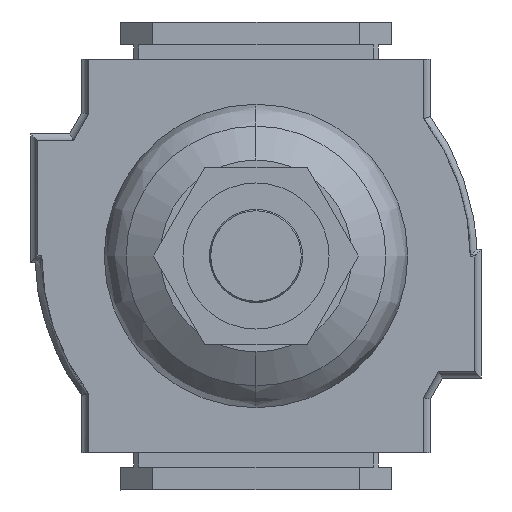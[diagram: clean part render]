
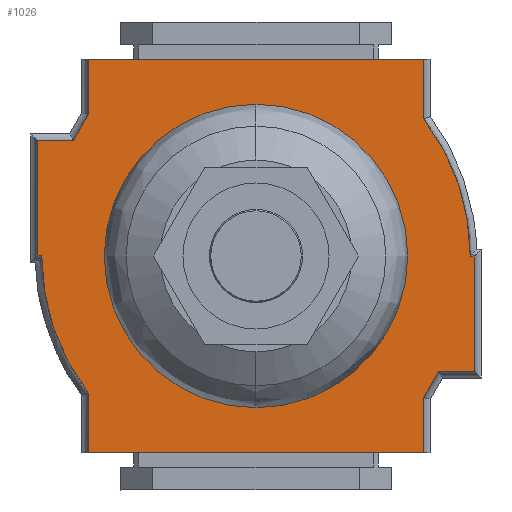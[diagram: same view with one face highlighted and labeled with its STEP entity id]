
A CAD part, front view. The second image highlights one B-rep face of the part: STEP entity #1026.
In plain terms, the highlighted face is planar.
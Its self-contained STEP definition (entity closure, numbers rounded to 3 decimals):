
#28 = VERTEX_POINT ( 'NONE', #2362 ) ;
#143 = CARTESIAN_POINT ( 'NONE',  ( 23.5, 30.9, 12.4 ) ) ;
#180 = VERTEX_POINT ( 'NONE', #4456 ) ;
#190 = LINE ( 'NONE', #5055, #3812 ) ;
#214 = EDGE_CURVE ( 'NONE', #4728, #4641, #913, .T. ) ;
#232 = CARTESIAN_POINT ( 'NONE',  ( -23.5, 30.9, 0. ) ) ;
#243 = AXIS2_PLACEMENT_3D ( 'NONE', #3721, #1073, #5442 ) ;
#246 = VECTOR ( 'NONE', #2317, 1000. ) ;
#255 = VERTEX_POINT ( 'NONE', #649 ) ;
#339 = DIRECTION ( 'NONE',  ( 0.496, 0., -0.868 ) ) ;
#364 = LINE ( 'NONE', #1675, #2965 ) ;
#416 = CARTESIAN_POINT ( 'NONE',  ( -18., 30.9, 21.125 ) ) ;
#630 = LINE ( 'NONE', #4960, #1632 ) ;
#639 = EDGE_CURVE ( 'NONE', #5354, #28, #3879, .T. ) ;
#642 = DIRECTION ( 'NONE',  ( 0., -1., 0. ) ) ;
#644 = CARTESIAN_POINT ( 'NONE',  ( -18., 30.9, -15.2 ) ) ;
#649 = CARTESIAN_POINT ( 'NONE',  ( 18., 30.9, -14.731 ) ) ;
#814 = VERTEX_POINT ( 'NONE', #2352 ) ;
#840 = VERTEX_POINT ( 'NONE', #3331 ) ;
#866 = VECTOR ( 'NONE', #1795, 1000. ) ;
#913 = LINE ( 'NONE', #3961, #866 ) ;
#962 = VERTEX_POINT ( 'NONE', #1410 ) ;
#983 = FACE_OUTER_BOUND ( 'NONE', #2703, .T. ) ;
#1017 = ORIENTED_EDGE ( 'NONE', *, *, #639, .F. ) ;
#1026 = ADVANCED_FACE ( 'NONE', ( #983 ), #2234, .T. ) ;
#1037 = CARTESIAN_POINT ( 'NONE',  ( -18., 30.9, 21.125 ) ) ;
#1073 = DIRECTION ( 'NONE',  ( 0., 1., 0. ) ) ;
#1093 = VERTEX_POINT ( 'NONE', #1037 ) ;
#1169 = LINE ( 'NONE', #416, #1771 ) ;
#1250 = VECTOR ( 'NONE', #2873, 1000. ) ;
#1279 = DIRECTION ( 'NONE',  ( -1., 0., 0. ) ) ;
#1285 = ORIENTED_EDGE ( 'NONE', *, *, #2275, .F. ) ;
#1303 = EDGE_CURVE ( 'NONE', #2491, #4194, #3295, .T. ) ;
#1352 = LINE ( 'NONE', #2169, #4243 ) ;
#1364 = LINE ( 'NONE', #3557, #4595 ) ;
#1400 = ORIENTED_EDGE ( 'NONE', *, *, #2179, .F. ) ;
#1410 = CARTESIAN_POINT ( 'NONE',  ( -23.5, 30.9, 0. ) ) ;
#1442 = VECTOR ( 'NONE', #5621, 1000. ) ;
#1482 = VECTOR ( 'NONE', #1978, 1000. ) ;
#1518 = DIRECTION ( 'NONE',  ( 0., 0., -1. ) ) ;
#1625 = EDGE_CURVE ( 'NONE', #4641, #5354, #4530, .T. ) ;
#1632 = VECTOR ( 'NONE', #4105, 1000. ) ;
#1675 = CARTESIAN_POINT ( 'NONE',  ( 18., 30.9, 21.125 ) ) ;
#1751 = VERTEX_POINT ( 'NONE', #4290 ) ;
#1771 = VECTOR ( 'NONE', #2154, 1000. ) ;
#1795 = DIRECTION ( 'NONE',  ( 0., 0., 1. ) ) ;
#1847 = ORIENTED_EDGE ( 'NONE', *, *, #4081, .F. ) ;
#1892 = LINE ( 'NONE', #232, #1250 ) ;
#1978 = DIRECTION ( 'NONE',  ( -1., 0., 0. ) ) ;
#2154 = DIRECTION ( 'NONE',  ( 0., 0., -1. ) ) ;
#2169 = CARTESIAN_POINT ( 'NONE',  ( -23.5, 30.9, -12.4 ) ) ;
#2179 = EDGE_CURVE ( 'NONE', #962, #4495, #1892, .T. ) ;
#2193 = ORIENTED_EDGE ( 'NONE', *, *, #3188, .F. ) ;
#2234 = PLANE ( 'NONE',  #243 ) ;
#2275 = EDGE_CURVE ( 'NONE', #28, #180, #4201, .T. ) ;
#2294 = ORIENTED_EDGE ( 'NONE', *, *, #5412, .F. ) ;
#2317 = DIRECTION ( 'NONE',  ( -1., 0., 0. ) ) ;
#2352 = CARTESIAN_POINT ( 'NONE',  ( -18., 30.9, -21.125 ) ) ;
#2362 = CARTESIAN_POINT ( 'NONE',  ( 18., 30.9, 15.2 ) ) ;
#2369 = CARTESIAN_POINT ( 'NONE',  ( 23.5, 30.9, 12.4 ) ) ;
#2401 = CARTESIAN_POINT ( 'NONE',  ( -19.6, 30.9, -12.4 ) ) ;
#2458 = EDGE_CURVE ( 'NONE', #814, #1751, #1364, .T. ) ;
#2491 = VERTEX_POINT ( 'NONE', #2401 ) ;
#2543 = AXIS2_PLACEMENT_3D ( 'NONE', #5293, #3145, #4874 ) ;
#2599 = VECTOR ( 'NONE', #4731, 1000. ) ;
#2614 = CIRCLE ( 'NONE', #5340, 24.2 ) ;
#2703 = EDGE_LOOP ( 'NONE', ( #3850, #3803, #5485, #5011, #1847, #3091, #2193, #1400, #3020, #5519, #4184, #2294, #1285, #1017, #3040, #2849 ) ) ;
#2705 = LINE ( 'NONE', #4029, #246 ) ;
#2849 = ORIENTED_EDGE ( 'NONE', *, *, #214, .F. ) ;
#2873 = DIRECTION ( 'NONE',  ( 0., 0., -1. ) ) ;
#2965 = VECTOR ( 'NONE', #1279, 1000. ) ;
#3008 = DIRECTION ( 'NONE',  ( 1., 0., 0. ) ) ;
#3015 = CARTESIAN_POINT ( 'NONE',  ( 18., 30.9, 15.2 ) ) ;
#3020 = ORIENTED_EDGE ( 'NONE', *, *, #4636, .F. ) ;
#3040 = ORIENTED_EDGE ( 'NONE', *, *, #1625, .F. ) ;
#3091 = ORIENTED_EDGE ( 'NONE', *, *, #1303, .F. ) ;
#3145 = DIRECTION ( 'NONE',  ( 0., -1., 0. ) ) ;
#3188 = EDGE_CURVE ( 'NONE', #4495, #2491, #1352, .T. ) ;
#3295 = LINE ( 'NONE', #3416, #4472 ) ;
#3331 = CARTESIAN_POINT ( 'NONE',  ( 23., 30.9, 0. ) ) ;
#3389 = LINE ( 'NONE', #4230, #2599 ) ;
#3408 = EDGE_CURVE ( 'NONE', #4033, #5409, #2614, .T. ) ;
#3416 = CARTESIAN_POINT ( 'NONE',  ( -19.6, 30.9, -12.4 ) ) ;
#3483 = CARTESIAN_POINT ( 'NONE',  ( 19.6, 30.9, 12.4 ) ) ;
#3557 = CARTESIAN_POINT ( 'NONE',  ( -18., 30.9, -21.125 ) ) ;
#3721 = CARTESIAN_POINT ( 'NONE',  ( 0., 30.9, 0. ) ) ;
#3747 = EDGE_CURVE ( 'NONE', #255, #840, #4266, .T. ) ;
#3803 = ORIENTED_EDGE ( 'NONE', *, *, #3747, .F. ) ;
#3812 = VECTOR ( 'NONE', #1518, 1000. ) ;
#3850 = ORIENTED_EDGE ( 'NONE', *, *, #4087, .F. ) ;
#3879 = LINE ( 'NONE', #3483, #1442 ) ;
#3961 = CARTESIAN_POINT ( 'NONE',  ( 23.5, 30.9, 0. ) ) ;
#4029 = CARTESIAN_POINT ( 'NONE',  ( -23., 30.9, 0. ) ) ;
#4033 = VERTEX_POINT ( 'NONE', #5395 ) ;
#4081 = EDGE_CURVE ( 'NONE', #4194, #814, #190, .T. ) ;
#4087 = EDGE_CURVE ( 'NONE', #840, #4728, #630, .T. ) ;
#4105 = DIRECTION ( 'NONE',  ( 1., 0., 0. ) ) ;
#4174 = CARTESIAN_POINT ( 'NONE',  ( 19.6, 30.9, 12.4 ) ) ;
#4184 = ORIENTED_EDGE ( 'NONE', *, *, #5588, .F. ) ;
#4194 = VERTEX_POINT ( 'NONE', #644 ) ;
#4201 = LINE ( 'NONE', #3015, #4333 ) ;
#4230 = CARTESIAN_POINT ( 'NONE',  ( 18., 30.9, -21.125 ) ) ;
#4243 = VECTOR ( 'NONE', #3008, 1000. ) ;
#4266 = CIRCLE ( 'NONE', #2543, 24.2 ) ;
#4287 = CARTESIAN_POINT ( 'NONE',  ( -23., 30.9, 0. ) ) ;
#4290 = CARTESIAN_POINT ( 'NONE',  ( 18., 30.9, -21.125 ) ) ;
#4333 = VECTOR ( 'NONE', #4732, 1000. ) ;
#4390 = CARTESIAN_POINT ( 'NONE',  ( 23.5, 30.9, 0. ) ) ;
#4456 = CARTESIAN_POINT ( 'NONE',  ( 18., 30.9, 21.125 ) ) ;
#4472 = VECTOR ( 'NONE', #339, 1000. ) ;
#4495 = VERTEX_POINT ( 'NONE', #5619 ) ;
#4530 = LINE ( 'NONE', #2369, #1482 ) ;
#4595 = VECTOR ( 'NONE', #5294, 1000. ) ;
#4636 = EDGE_CURVE ( 'NONE', #5409, #962, #2705, .T. ) ;
#4641 = VERTEX_POINT ( 'NONE', #143 ) ;
#4728 = VERTEX_POINT ( 'NONE', #4390 ) ;
#4731 = DIRECTION ( 'NONE',  ( 0., 0., 1. ) ) ;
#4732 = DIRECTION ( 'NONE',  ( 0., 0., 1. ) ) ;
#4874 = DIRECTION ( 'NONE',  ( 1., 0., 0. ) ) ;
#4960 = CARTESIAN_POINT ( 'NONE',  ( 23., 30.9, 0. ) ) ;
#5011 = ORIENTED_EDGE ( 'NONE', *, *, #2458, .F. ) ;
#5055 = CARTESIAN_POINT ( 'NONE',  ( -18., 30.9, -15.2 ) ) ;
#5293 = CARTESIAN_POINT ( 'NONE',  ( -1.2, 30.9, 0. ) ) ;
#5294 = DIRECTION ( 'NONE',  ( 1., 0., 0. ) ) ;
#5340 = AXIS2_PLACEMENT_3D ( 'NONE', #5472, #642, #5503 ) ;
#5354 = VERTEX_POINT ( 'NONE', #4174 ) ;
#5395 = CARTESIAN_POINT ( 'NONE',  ( -18., 30.9, 14.731 ) ) ;
#5409 = VERTEX_POINT ( 'NONE', #4287 ) ;
#5412 = EDGE_CURVE ( 'NONE', #180, #1093, #364, .T. ) ;
#5435 = EDGE_CURVE ( 'NONE', #1751, #255, #3389, .T. ) ;
#5442 = DIRECTION ( 'NONE',  ( 0., 0., 1. ) ) ;
#5472 = CARTESIAN_POINT ( 'NONE',  ( 1.2, 30.9, 0. ) ) ;
#5485 = ORIENTED_EDGE ( 'NONE', *, *, #5435, .F. ) ;
#5503 = DIRECTION ( 'NONE',  ( -1., 0., 0. ) ) ;
#5519 = ORIENTED_EDGE ( 'NONE', *, *, #3408, .F. ) ;
#5588 = EDGE_CURVE ( 'NONE', #1093, #4033, #1169, .T. ) ;
#5619 = CARTESIAN_POINT ( 'NONE',  ( -23.5, 30.9, -12.4 ) ) ;
#5621 = DIRECTION ( 'NONE',  ( -0.496, 0., 0.868 ) ) ;
